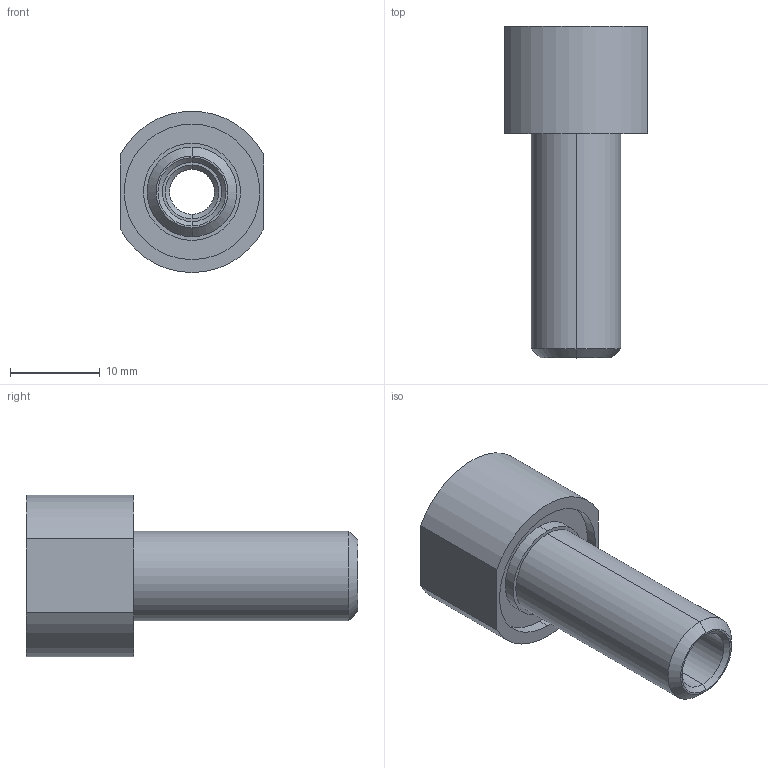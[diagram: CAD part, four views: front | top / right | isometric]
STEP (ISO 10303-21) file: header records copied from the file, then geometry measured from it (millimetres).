
FILE_DESCRIPTION (( 'STEP AP214' ), '1' );
FILE_NAME ('Penetrateur_M10_6mm_IA.STEP', '2024-09-12T16:46:06', ( '' ), ( '' ), 'SwSTEP 2.0', 'SolidWorks 2024', '' );
FILE_SCHEMA (( 'AUTOMOTIVE_DESIGN' ));
Length unit declared in the file: millimetre
Products named in the file (1): Penetrateur_M10_6mm_IA
Bounding box: 16 x 37 x 17.97 mm (x, y, z)
Volume: 2987.4 mm3; surface area: 2784.5 mm2
Topology: 1 solids, 1 shells, 39 faces, 81 edges, 50 vertices
Faces by surface type: cylinder 17, cone 12, plane 10
Entity records: 1072 total; most frequent: DIRECTION 207, CARTESIAN_POINT 171, ORIENTED_EDGE 162, AXIS2_PLACEMENT_3D 86, EDGE_CURVE 81, VERTEX_POINT 50, EDGE_LOOP 47, CIRCLE 46
